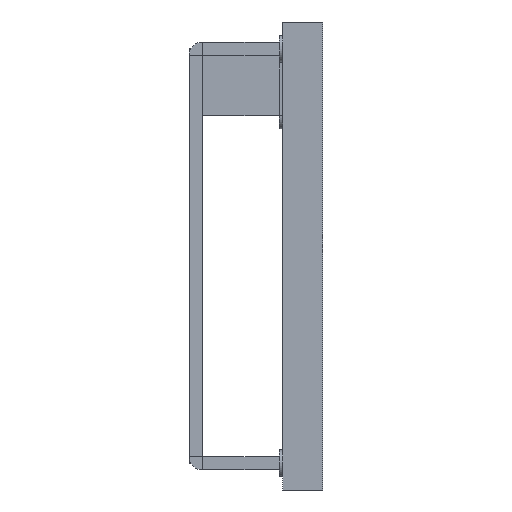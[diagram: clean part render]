
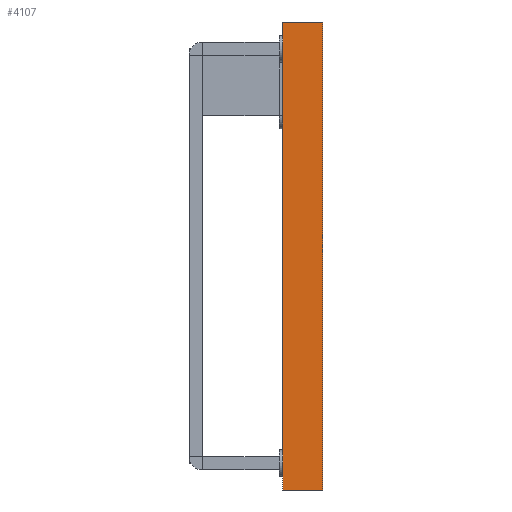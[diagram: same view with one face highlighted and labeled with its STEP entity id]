
A CAD part, left-side view. The second image highlights one B-rep face of the part: STEP entity #4107.
In plain terms, the highlighted planar face has unit normal (-1, 0, 0).
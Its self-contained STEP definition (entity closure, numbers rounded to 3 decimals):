
#406 = CARTESIAN_POINT ( 'NONE',  ( -3.5, 0.6, -3.5 ) ) ;
#681 = EDGE_LOOP ( 'NONE', ( #3772, #17783, #4387, #14456 ) ) ;
#1595 = DIRECTION ( 'NONE',  ( 0., 1., 0. ) ) ;
#2487 = DIRECTION ( 'NONE',  ( 0., -1., 0. ) ) ;
#3772 = ORIENTED_EDGE ( 'NONE', *, *, #19620, .T. ) ;
#3981 = LINE ( 'NONE', #4178, #15294 ) ;
#4107 = ADVANCED_FACE ( 'NONE', ( #8835 ), #19597, .T. ) ;
#4178 = CARTESIAN_POINT ( 'NONE',  ( -3.5, 0.6, 3.5 ) ) ;
#4387 = ORIENTED_EDGE ( 'NONE', *, *, #18701, .F. ) ;
#4503 = CARTESIAN_POINT ( 'NONE',  ( -3.5, 0., -3.5 ) ) ;
#6142 = CARTESIAN_POINT ( 'NONE',  ( -3.5, 0., 3.5 ) ) ;
#6691 = AXIS2_PLACEMENT_3D ( 'NONE', #9035, #14921, #1595 ) ;
#6754 = CARTESIAN_POINT ( 'NONE',  ( -3.5, 0.6, 3.5 ) ) ;
#7279 = DIRECTION ( 'NONE',  ( 0., 0., 1. ) ) ;
#8060 = VERTEX_POINT ( 'NONE', #6142 ) ;
#8835 = FACE_OUTER_BOUND ( 'NONE', #681, .T. ) ;
#9035 = CARTESIAN_POINT ( 'NONE',  ( -3.5, 0.6, -3.5 ) ) ;
#11610 = VERTEX_POINT ( 'NONE', #16442 ) ;
#12025 = VERTEX_POINT ( 'NONE', #406 ) ;
#12405 = EDGE_CURVE ( 'NONE', #12025, #16291, #13303, .T. ) ;
#13274 = CARTESIAN_POINT ( 'NONE',  ( -3.5, 0.6, -3.5 ) ) ;
#13303 = LINE ( 'NONE', #14701, #16141 ) ;
#13657 = DIRECTION ( 'NONE',  ( 0., -1., 0. ) ) ;
#14456 = ORIENTED_EDGE ( 'NONE', *, *, #12405, .F. ) ;
#14587 = EDGE_CURVE ( 'NONE', #11610, #8060, #17924, .T. ) ;
#14701 = CARTESIAN_POINT ( 'NONE',  ( -3.5, 0.6, -3.5 ) ) ;
#14921 = DIRECTION ( 'NONE',  ( -1., 0., 0. ) ) ;
#14997 = DIRECTION ( 'NONE',  ( 0., 0., 1. ) ) ;
#15294 = VECTOR ( 'NONE', #2487, 1000. ) ;
#16141 = VECTOR ( 'NONE', #14997, 1000. ) ;
#16291 = VERTEX_POINT ( 'NONE', #6754 ) ;
#16442 = CARTESIAN_POINT ( 'NONE',  ( -3.5, 0., -3.5 ) ) ;
#16651 = LINE ( 'NONE', #13274, #17181 ) ;
#17181 = VECTOR ( 'NONE', #13657, 1000. ) ;
#17783 = ORIENTED_EDGE ( 'NONE', *, *, #14587, .T. ) ;
#17924 = LINE ( 'NONE', #4503, #19388 ) ;
#18701 = EDGE_CURVE ( 'NONE', #16291, #8060, #3981, .T. ) ;
#19388 = VECTOR ( 'NONE', #7279, 1000. ) ;
#19597 = PLANE ( 'NONE',  #6691 ) ;
#19620 = EDGE_CURVE ( 'NONE', #12025, #11610, #16651, .T. ) ;
